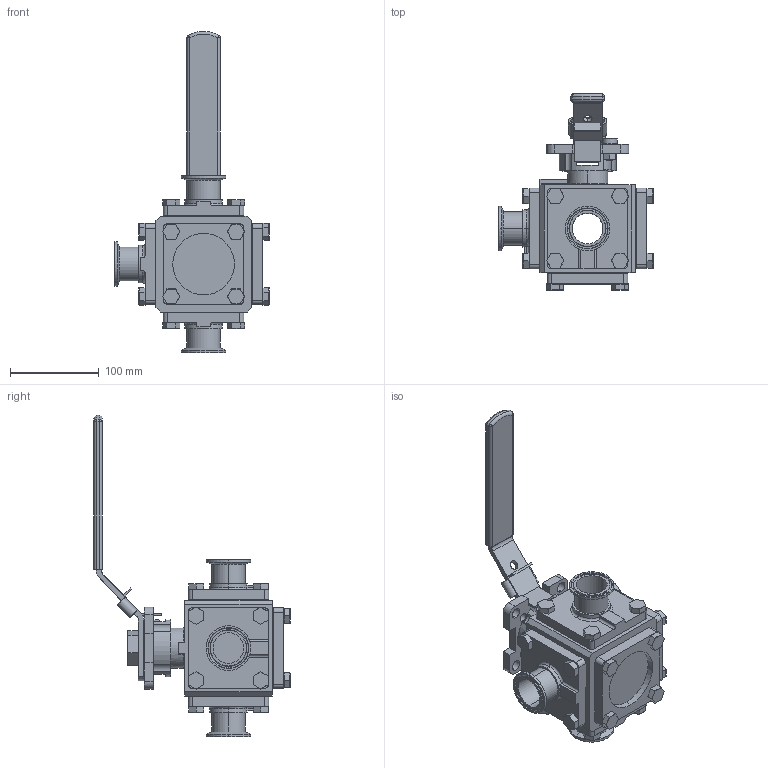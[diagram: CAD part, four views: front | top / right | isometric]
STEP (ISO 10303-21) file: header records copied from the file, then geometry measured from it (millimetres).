
FILE_DESCRIPTION (( 'STEP AP214' ), '1' );
FILE_NAME ('33-SA-0150-XXX.step', '2019-09-30T20:16:48', ( '' ), ( '' ), 'SwSTEP 2.0', 'SolidWorks 2019', '' );
FILE_SCHEMA (( 'AUTOMOTIVE_DESIGN' ));
Length unit declared in the file: inch
Products named in the file (2): 33-SA-0150-XXX
Bounding box: 173.96 x 221.55 x 362.75 mm (x, y, z)
Surface area: 211024.1 mm2 (no closed solid volume)
Topology: 0 solids, 42 shells, 597 faces, 1625 edges, 1075 vertices
Faces by surface type: plane 430, cylinder 115, torus 24, cone 22, sphere 4, bspline 2
Entity records: 26537 total; most frequent: CARTESIAN_POINT 3586, DIRECTION 3218, ORIENTED_EDGE 2811, EDGE_CURVE 1621, LINE 1172, VECTOR 1172, VERTEX_POINT 1075, AXIS2_PLACEMENT_3D 1023
